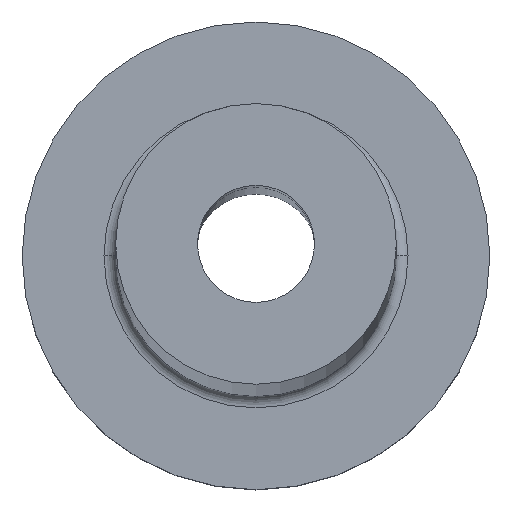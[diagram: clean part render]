
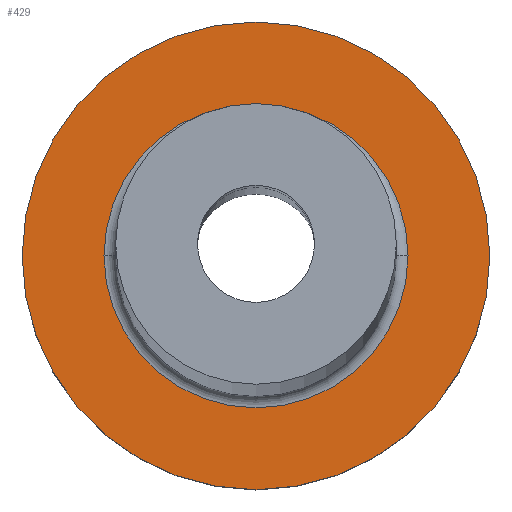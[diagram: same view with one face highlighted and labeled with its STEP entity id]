
A CAD part, top view. The second image highlights one B-rep face of the part: STEP entity #429.
In plain terms, the highlighted planar face has unit normal (0, 0, 1).
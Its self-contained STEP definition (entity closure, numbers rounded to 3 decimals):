
#1 = EDGE_CURVE ( 'NONE', #76, #246, #180, .T. ) ;
#2 = VERTEX_POINT ( 'NONE', #245 ) ;
#8 = EDGE_LOOP ( 'NONE', ( #287, #356 ) ) ;
#18 = DIRECTION ( 'NONE',  ( 0., 0., -1. ) ) ;
#21 = AXIS2_PLACEMENT_3D ( 'NONE', #170, #18, #101 ) ;
#24 = FACE_BOUND ( 'NONE', #8, .T. ) ;
#25 = AXIS2_PLACEMENT_3D ( 'NONE', #58, #27, #127 ) ;
#27 = DIRECTION ( 'NONE',  ( 0., 0., 1. ) ) ;
#38 = DIRECTION ( 'NONE',  ( 0., 0., 1. ) ) ;
#50 = ORIENTED_EDGE ( 'NONE', *, *, #131, .T. ) ;
#58 = CARTESIAN_POINT ( 'NONE',  ( 0., 0., 7. ) ) ;
#61 = CARTESIAN_POINT ( 'NONE',  ( 0., 0., 7. ) ) ;
#76 = VERTEX_POINT ( 'NONE', #273 ) ;
#92 = DIRECTION ( 'NONE',  ( 1., 0., 0. ) ) ;
#95 = EDGE_LOOP ( 'NONE', ( #182, #50 ) ) ;
#98 = DIRECTION ( 'NONE',  ( 0., 0., 1. ) ) ;
#101 = DIRECTION ( 'NONE',  ( 1., 0., 0. ) ) ;
#104 = EDGE_CURVE ( 'NONE', #246, #76, #228, .T. ) ;
#112 = DIRECTION ( 'NONE',  ( 1., 0., 0. ) ) ;
#127 = DIRECTION ( 'NONE',  ( 1., 0., 0. ) ) ;
#130 = AXIS2_PLACEMENT_3D ( 'NONE', #172, #98, #420 ) ;
#131 = EDGE_CURVE ( 'NONE', #147, #2, #442, .T. ) ;
#134 = CARTESIAN_POINT ( 'NONE',  ( 0., 0., 7. ) ) ;
#147 = VERTEX_POINT ( 'NONE', #215 ) ;
#170 = CARTESIAN_POINT ( 'NONE',  ( 0., 0., 7. ) ) ;
#172 = CARTESIAN_POINT ( 'NONE',  ( 0., 0., 7. ) ) ;
#174 = EDGE_CURVE ( 'NONE', #2, #147, #383, .T. ) ;
#180 = CIRCLE ( 'NONE', #433, 6.5 ) ;
#182 = ORIENTED_EDGE ( 'NONE', *, *, #174, .T. ) ;
#215 = CARTESIAN_POINT ( 'NONE',  ( 10., 0., 7. ) ) ;
#228 = CIRCLE ( 'NONE', #21, 6.5 ) ;
#233 = CARTESIAN_POINT ( 'NONE',  ( 6.5, 0., 7. ) ) ;
#245 = CARTESIAN_POINT ( 'NONE',  ( -10., 0., 7. ) ) ;
#246 = VERTEX_POINT ( 'NONE', #233 ) ;
#247 = FACE_OUTER_BOUND ( 'NONE', #95, .T. ) ;
#273 = CARTESIAN_POINT ( 'NONE',  ( -6.5, 0., 7. ) ) ;
#276 = DIRECTION ( 'NONE',  ( 0., 0., -1. ) ) ;
#287 = ORIENTED_EDGE ( 'NONE', *, *, #104, .T. ) ;
#356 = ORIENTED_EDGE ( 'NONE', *, *, #1, .T. ) ;
#383 = CIRCLE ( 'NONE', #426, 10. ) ;
#414 = PLANE ( 'NONE',  #130 ) ;
#420 = DIRECTION ( 'NONE',  ( 1., 0., 0. ) ) ;
#426 = AXIS2_PLACEMENT_3D ( 'NONE', #134, #38, #112 ) ;
#429 = ADVANCED_FACE ( 'NONE', ( #24, #247 ), #414, .T. ) ;
#433 = AXIS2_PLACEMENT_3D ( 'NONE', #61, #276, #92 ) ;
#442 = CIRCLE ( 'NONE', #25, 10. ) ;
